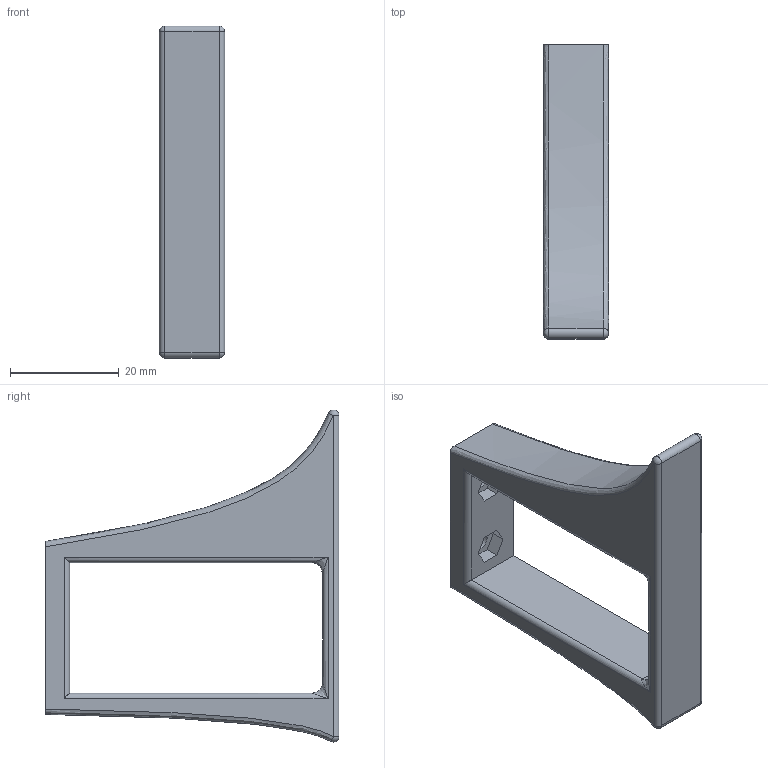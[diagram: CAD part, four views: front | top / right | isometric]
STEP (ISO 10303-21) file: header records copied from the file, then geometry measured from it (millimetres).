
FILE_DESCRIPTION(/* description */ (''),/* implementation_level */ '2;1');
FILE_NAME(/* name */ 'base_left_foot_v1.step',/* time_stamp */ '2025-11-18T12:27:09+09:00',/* author */ (''),/* organization */ (''),/* preprocessor_version */ 'ST-DEVELOPER v20.1',/* originating_system */ 'Autodesk Translation Framework v14.17.0.0',/* authorisation */ '');
FILE_SCHEMA (('AUTOMOTIVE_DESIGN { 1 0 10303 214 3 1 1 }'));
Length unit declared in the file: millimetre
Products named in the file (1): サーボ固定部
Bounding box: 12 x 54 x 61.01 mm (x, y, z)
Volume: 12533.5 mm3; surface area: 6341.1 mm2
Topology: 1 solids, 1 shells, 50 faces, 114 edges, 68 vertices
Faces by surface type: plane 24, cylinder 14, bspline 8, sphere 4
Full cylindrical faces by diameter (mm): 2.1 x2, 3.3 x2
Entity records: 2041 total; most frequent: CARTESIAN_POINT 904, ORIENTED_EDGE 224, DIRECTION 216, EDGE_CURVE 112, AXIS2_PLACEMENT_3D 73, LINE 70, VECTOR 70, VERTEX_POINT 68
